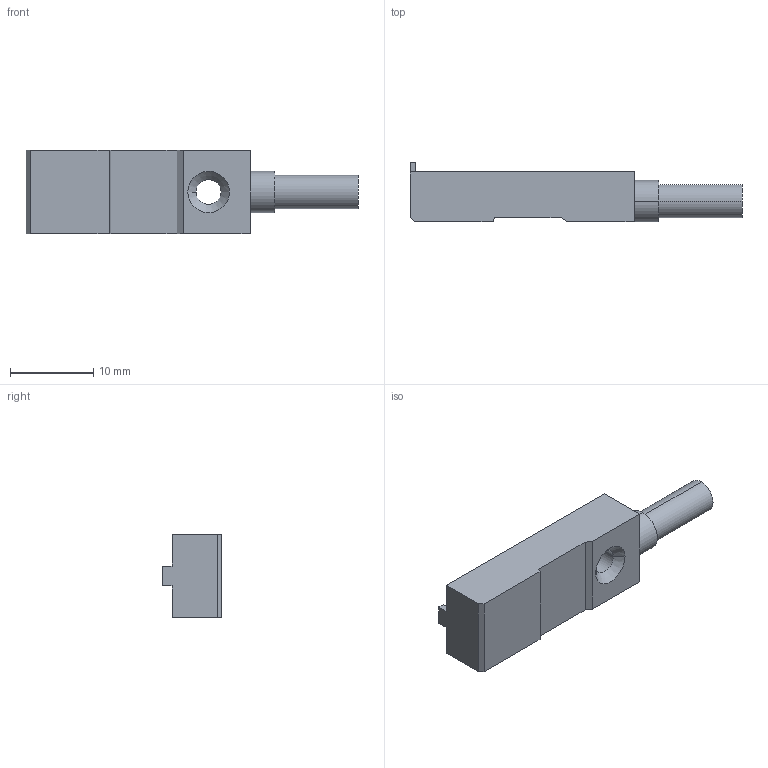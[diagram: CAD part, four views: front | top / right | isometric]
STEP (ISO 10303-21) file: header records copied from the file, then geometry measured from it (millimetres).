
FILE_DESCRIPTION((''),'2;1');
FILE_NAME('F29A_D000087A','2006-01-03T',('Pepperl+Fuchs'),('Industriehansa'),'PRO/ENGINEER BY PARAMETRIC TECHNOLOGY CORPORATION, 2005290','PRO/ENGINEER BY PARAMETRIC TECHNOLOGY CORPORATION, 2005290','');
FILE_SCHEMA(('AUTOMOTIVE_DESIGN_CC2 { 1 2 10303 214 -1 1 5 2 }'));
Length unit declared in the file: millimetre
Products named in the file (1): F29A_D000087A
Bounding box: 40 x 7.2 x 10 mm (x, y, z)
Volume: 1714.8 mm3; surface area: 1195.8 mm2
Topology: 1 solids, 1 shells, 25 faces, 114 edges, 95 vertices
Faces by surface type: plane 17, cylinder 6, cone 2
Entity records: 1605 total; most frequent: DIRECTION 196, CARTESIAN_POINT 185, PRESENTATION_STYLE_ASSIGNMENT 131, STYLED_ITEM 128, ORIENTED_EDGE 126, CURVE_STYLE 121, VECTOR 82, LINE 82
